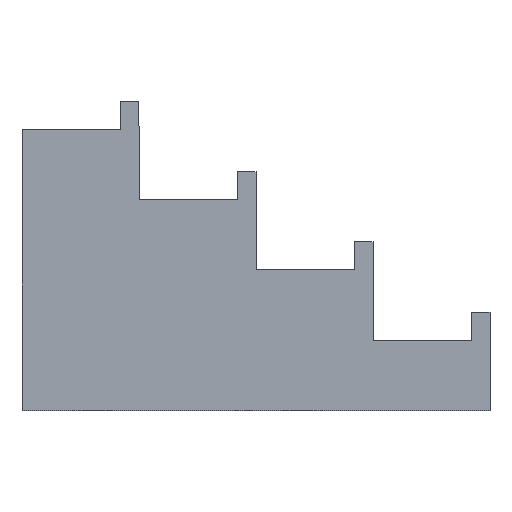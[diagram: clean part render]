
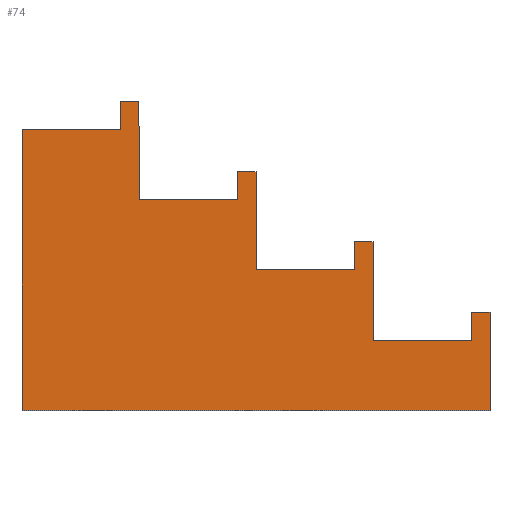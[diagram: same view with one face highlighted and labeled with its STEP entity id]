
A CAD part, top view. The second image highlights one B-rep face of the part: STEP entity #74.
In plain terms, the highlighted planar face has unit normal (0, 0, 1).
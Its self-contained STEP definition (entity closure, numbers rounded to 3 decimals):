
#13 = ORIENTED_EDGE ( 'NONE', *, *, #797, .T. ) ;
#24 = VECTOR ( 'NONE', #831, 1000. ) ;
#29 = EDGE_CURVE ( 'NONE', #899, #566, #332, .T. ) ;
#41 = LINE ( 'NONE', #895, #70 ) ;
#44 = ORIENTED_EDGE ( 'NONE', *, *, #880, .T. ) ;
#62 = CARTESIAN_POINT ( 'NONE',  ( 100., 0., 10. ) ) ;
#70 = VECTOR ( 'NONE', #802, 1000. ) ;
#71 = ORIENTED_EDGE ( 'NONE', *, *, #472, .T. ) ;
#74 = ADVANCED_FACE ( 'NONE', ( #859 ), #243, .F. ) ;
#85 = EDGE_CURVE ( 'NONE', #234, #475, #275, .T. ) ;
#88 = ORIENTED_EDGE ( 'NONE', *, *, #678, .T. ) ;
#125 = LINE ( 'NONE', #729, #154 ) ;
#137 = DIRECTION ( 'NONE',  ( 0., -1., 0. ) ) ;
#144 = VECTOR ( 'NONE', #281, 1000. ) ;
#146 = ORIENTED_EDGE ( 'NONE', *, *, #239, .T. ) ;
#149 = EDGE_CURVE ( 'NONE', #849, #658, #162, .T. ) ;
#154 = VECTOR ( 'NONE', #727, 1000. ) ;
#156 = VERTEX_POINT ( 'NONE', #355 ) ;
#162 = LINE ( 'NONE', #218, #144 ) ;
#178 = ORIENTED_EDGE ( 'NONE', *, *, #429, .T. ) ;
#188 = CARTESIAN_POINT ( 'NONE',  ( 21., 66., 10. ) ) ;
#215 = CARTESIAN_POINT ( 'NONE',  ( 0., 60., 10. ) ) ;
#218 = CARTESIAN_POINT ( 'NONE',  ( 50., 30., 10. ) ) ;
#227 = CARTESIAN_POINT ( 'NONE',  ( 46., 51., 10. ) ) ;
#234 = VERTEX_POINT ( 'NONE', #215 ) ;
#236 = ORIENTED_EDGE ( 'NONE', *, *, #684, .T. ) ;
#239 = EDGE_CURVE ( 'NONE', #862, #899, #545, .T. ) ;
#243 = PLANE ( 'NONE',  #360 ) ;
#244 = EDGE_CURVE ( 'NONE', #394, #546, #531, .T. ) ;
#245 = LINE ( 'NONE', #836, #761 ) ;
#257 = VECTOR ( 'NONE', #858, 1000. ) ;
#266 = CARTESIAN_POINT ( 'NONE',  ( 50., 51., 10. ) ) ;
#275 = LINE ( 'NONE', #717, #850 ) ;
#279 = ORIENTED_EDGE ( 'NONE', *, *, #85, .T. ) ;
#281 = DIRECTION ( 'NONE',  ( -1., 0., 0. ) ) ;
#282 = EDGE_CURVE ( 'NONE', #369, #534, #467, .T. ) ;
#289 = VERTEX_POINT ( 'NONE', #266 ) ;
#299 = DIRECTION ( 'NONE',  ( 1., 0., 0. ) ) ;
#306 = CARTESIAN_POINT ( 'NONE',  ( 75., 15., 10. ) ) ;
#307 = EDGE_LOOP ( 'NONE', ( #71, #722, #408, #88, #871, #178, #555, #393, #418, #236, #44, #372, #13, #477, #146, #402, #635, #279 ) ) ;
#332 = LINE ( 'NONE', #188, #929 ) ;
#337 = CARTESIAN_POINT ( 'NONE',  ( 0., 0., 10. ) ) ;
#355 = CARTESIAN_POINT ( 'NONE',  ( 75., 36., 10. ) ) ;
#360 = AXIS2_PLACEMENT_3D ( 'NONE', #453, #629, #650 ) ;
#369 = VERTEX_POINT ( 'NONE', #227 ) ;
#372 = ORIENTED_EDGE ( 'NONE', *, *, #282, .T. ) ;
#378 = CARTESIAN_POINT ( 'NONE',  ( 21., 60., 10. ) ) ;
#379 = VERTEX_POINT ( 'NONE', #306 ) ;
#393 = ORIENTED_EDGE ( 'NONE', *, *, #843, .T. ) ;
#394 = VERTEX_POINT ( 'NONE', #520 ) ;
#402 = ORIENTED_EDGE ( 'NONE', *, *, #29, .T. ) ;
#405 = VECTOR ( 'NONE', #299, 1000. ) ;
#408 = ORIENTED_EDGE ( 'NONE', *, *, #244, .T. ) ;
#415 = CARTESIAN_POINT ( 'NONE',  ( 71., 30., 10. ) ) ;
#416 = LINE ( 'NONE', #62, #405 ) ;
#418 = ORIENTED_EDGE ( 'NONE', *, *, #149, .T. ) ;
#423 = VERTEX_POINT ( 'NONE', #582 ) ;
#428 = CARTESIAN_POINT ( 'NONE',  ( 96., 15., 10. ) ) ;
#429 = EDGE_CURVE ( 'NONE', #379, #156, #507, .T. ) ;
#441 = CARTESIAN_POINT ( 'NONE',  ( 46., 45., 10. ) ) ;
#444 = VECTOR ( 'NONE', #794, 1000. ) ;
#446 = DIRECTION ( 'NONE',  ( 0., 1., 0. ) ) ;
#453 = CARTESIAN_POINT ( 'NONE',  ( 0., 0., 10. ) ) ;
#467 = LINE ( 'NONE', #529, #444 ) ;
#472 = EDGE_CURVE ( 'NONE', #475, #633, #416, .T. ) ;
#475 = VERTEX_POINT ( 'NONE', #337 ) ;
#477 = ORIENTED_EDGE ( 'NONE', *, *, #605, .T. ) ;
#480 = VECTOR ( 'NONE', #577, 1000. ) ;
#491 = LINE ( 'NONE', #581, #480 ) ;
#496 = VECTOR ( 'NONE', #509, 1000. ) ;
#499 = VECTOR ( 'NONE', #563, 1000. ) ;
#507 = LINE ( 'NONE', #554, #496 ) ;
#509 = DIRECTION ( 'NONE',  ( 0., 1., 0. ) ) ;
#520 = CARTESIAN_POINT ( 'NONE',  ( 100., 21., 10. ) ) ;
#521 = LINE ( 'NONE', #606, #499 ) ;
#523 = VECTOR ( 'NONE', #753, 1000. ) ;
#525 = VERTEX_POINT ( 'NONE', #428 ) ;
#529 = CARTESIAN_POINT ( 'NONE',  ( 46., 51., 10. ) ) ;
#531 = LINE ( 'NONE', #588, #24 ) ;
#534 = VERTEX_POINT ( 'NONE', #441 ) ;
#542 = VECTOR ( 'NONE', #557, 1000. ) ;
#545 = LINE ( 'NONE', #547, #523 ) ;
#546 = VERTEX_POINT ( 'NONE', #910 ) ;
#547 = CARTESIAN_POINT ( 'NONE',  ( 21., 66., 10. ) ) ;
#552 = CARTESIAN_POINT ( 'NONE',  ( 46., 51., 10. ) ) ;
#554 = CARTESIAN_POINT ( 'NONE',  ( 75., 30., 10. ) ) ;
#555 = ORIENTED_EDGE ( 'NONE', *, *, #931, .T. ) ;
#557 = DIRECTION ( 'NONE',  ( -1., 0., 0. ) ) ;
#558 = CARTESIAN_POINT ( 'NONE',  ( 21., 66., 10. ) ) ;
#563 = DIRECTION ( 'NONE',  ( -1., 0., 0. ) ) ;
#565 = LINE ( 'NONE', #552, #542 ) ;
#566 = VERTEX_POINT ( 'NONE', #378 ) ;
#577 = DIRECTION ( 'NONE',  ( -1., 0., 0. ) ) ;
#581 = CARTESIAN_POINT ( 'NONE',  ( 71., 36., 10. ) ) ;
#582 = CARTESIAN_POINT ( 'NONE',  ( 25., 45., 10. ) ) ;
#588 = CARTESIAN_POINT ( 'NONE',  ( 96., 21., 10. ) ) ;
#598 = VERTEX_POINT ( 'NONE', #628 ) ;
#605 = EDGE_CURVE ( 'NONE', #423, #862, #830, .T. ) ;
#606 = CARTESIAN_POINT ( 'NONE',  ( 75., 15., 10. ) ) ;
#615 = CARTESIAN_POINT ( 'NONE',  ( 25., 66., 10. ) ) ;
#617 = VECTOR ( 'NONE', #740, 1000. ) ;
#628 = CARTESIAN_POINT ( 'NONE',  ( 71., 36., 10. ) ) ;
#629 = DIRECTION ( 'NONE',  ( 0., 0., -1. ) ) ;
#633 = VERTEX_POINT ( 'NONE', #660 ) ;
#635 = ORIENTED_EDGE ( 'NONE', *, *, #833, .T. ) ;
#638 = CARTESIAN_POINT ( 'NONE',  ( 25., 60., 10. ) ) ;
#650 = DIRECTION ( 'NONE',  ( -1., 0., 0. ) ) ;
#658 = VERTEX_POINT ( 'NONE', #666 ) ;
#660 = CARTESIAN_POINT ( 'NONE',  ( 100., 0., 10. ) ) ;
#666 = CARTESIAN_POINT ( 'NONE',  ( 50., 30., 10. ) ) ;
#678 = EDGE_CURVE ( 'NONE', #546, #525, #819, .T. ) ;
#682 = DIRECTION ( 'NONE',  ( 0., -1., 0. ) ) ;
#684 = EDGE_CURVE ( 'NONE', #658, #289, #779, .T. ) ;
#697 = EDGE_CURVE ( 'NONE', #633, #394, #245, .T. ) ;
#699 = CARTESIAN_POINT ( 'NONE',  ( 0., 60., 10. ) ) ;
#711 = LINE ( 'NONE', #699, #617 ) ;
#717 = CARTESIAN_POINT ( 'NONE',  ( 0., 0., 10. ) ) ;
#722 = ORIENTED_EDGE ( 'NONE', *, *, #697, .T. ) ;
#727 = DIRECTION ( 'NONE',  ( -1., 0., 0. ) ) ;
#729 = CARTESIAN_POINT ( 'NONE',  ( 25., 45., 10. ) ) ;
#740 = DIRECTION ( 'NONE',  ( -1., 0., 0. ) ) ;
#753 = DIRECTION ( 'NONE',  ( -1., 0., 0. ) ) ;
#761 = VECTOR ( 'NONE', #841, 1000. ) ;
#779 = LINE ( 'NONE', #828, #848 ) ;
#794 = DIRECTION ( 'NONE',  ( 0., -1., 0. ) ) ;
#797 = EDGE_CURVE ( 'NONE', #534, #423, #125, .T. ) ;
#802 = DIRECTION ( 'NONE',  ( 0., -1., 0. ) ) ;
#812 = VECTOR ( 'NONE', #446, 1000. ) ;
#819 = LINE ( 'NONE', #860, #257 ) ;
#823 = DIRECTION ( 'NONE',  ( 0., 1., 0. ) ) ;
#828 = CARTESIAN_POINT ( 'NONE',  ( 50., 45., 10. ) ) ;
#830 = LINE ( 'NONE', #638, #812 ) ;
#831 = DIRECTION ( 'NONE',  ( -1., 0., 0. ) ) ;
#833 = EDGE_CURVE ( 'NONE', #566, #234, #711, .T. ) ;
#836 = CARTESIAN_POINT ( 'NONE',  ( 100., 15., 10. ) ) ;
#841 = DIRECTION ( 'NONE',  ( 0., 1., 0. ) ) ;
#843 = EDGE_CURVE ( 'NONE', #598, #849, #41, .T. ) ;
#848 = VECTOR ( 'NONE', #823, 1000. ) ;
#849 = VERTEX_POINT ( 'NONE', #415 ) ;
#850 = VECTOR ( 'NONE', #682, 1000. ) ;
#858 = DIRECTION ( 'NONE',  ( 0., -1., 0. ) ) ;
#859 = FACE_OUTER_BOUND ( 'NONE', #307, .T. ) ;
#860 = CARTESIAN_POINT ( 'NONE',  ( 96., 21., 10. ) ) ;
#862 = VERTEX_POINT ( 'NONE', #615 ) ;
#871 = ORIENTED_EDGE ( 'NONE', *, *, #888, .T. ) ;
#880 = EDGE_CURVE ( 'NONE', #289, #369, #565, .T. ) ;
#888 = EDGE_CURVE ( 'NONE', #525, #379, #521, .T. ) ;
#895 = CARTESIAN_POINT ( 'NONE',  ( 71., 36., 10. ) ) ;
#899 = VERTEX_POINT ( 'NONE', #558 ) ;
#910 = CARTESIAN_POINT ( 'NONE',  ( 96., 21., 10. ) ) ;
#929 = VECTOR ( 'NONE', #137, 1000. ) ;
#931 = EDGE_CURVE ( 'NONE', #156, #598, #491, .T. ) ;
